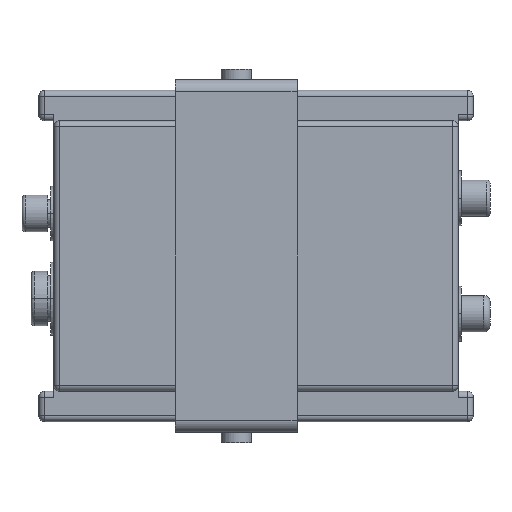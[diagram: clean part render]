
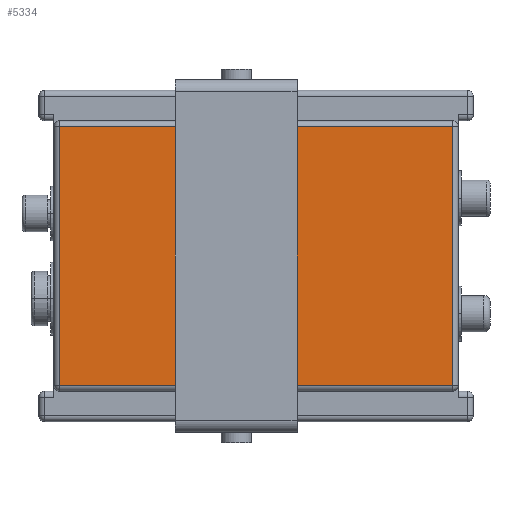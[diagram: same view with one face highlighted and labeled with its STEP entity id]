
A CAD part, front view. The second image highlights one B-rep face of the part: STEP entity #5334.
In plain terms, the highlighted planar face has unit normal (0, -1, 0).
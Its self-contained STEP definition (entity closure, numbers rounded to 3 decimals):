
#2030=DIRECTION('',(0.,0.,-1.));
#2031=VECTOR('',#2030,85.);
#2032=CARTESIAN_POINT('',(2.,-24.,42.5));
#2033=LINE('',#2032,#2031);
#2037=DIRECTION('',(1.,0.,0.));
#2038=VECTOR('',#2037,129.);
#2039=CARTESIAN_POINT('',(2.,-24.,42.5));
#2040=LINE('',#2039,#2038);
#2044=DIRECTION('',(0.,0.,-1.));
#2045=VECTOR('',#2044,85.);
#2046=CARTESIAN_POINT('',(131.,-24.,42.5));
#2047=LINE('',#2046,#2045);
#2051=DIRECTION('',(-1.,0.,0.));
#2052=VECTOR('',#2051,129.);
#2053=CARTESIAN_POINT('',(131.,-24.,-42.5));
#2054=LINE('',#2053,#2052);
#3107=CARTESIAN_POINT('',(2.,-24.,42.5));
#3108=CARTESIAN_POINT('',(2.,-24.,-42.5));
#3109=VERTEX_POINT('',#3107);
#3110=VERTEX_POINT('',#3108);
#3119=CARTESIAN_POINT('',(131.,-24.,42.5));
#3120=VERTEX_POINT('',#3119);
#3131=CARTESIAN_POINT('',(131.,-24.,-42.5));
#3132=VERTEX_POINT('',#3131);
#5320=CARTESIAN_POINT('',(0.,-24.,-44.5));
#5321=DIRECTION('',(0.,-1.,0.));
#5322=DIRECTION('',(1.,0.,0.));
#5323=AXIS2_PLACEMENT_3D('',#5320,#5321,#5322);
#5324=PLANE('',#5323);
#5326=ORIENTED_EDGE('',*,*,#5325,.F.);
#5328=ORIENTED_EDGE('',*,*,#5327,.T.);
#5330=ORIENTED_EDGE('',*,*,#5329,.T.);
#5331=ORIENTED_EDGE('',*,*,#5311,.T.);
#5332=EDGE_LOOP('',(#5326,#5328,#5330,#5331));
#5333=FACE_OUTER_BOUND('',#5332,.F.);
#5334=ADVANCED_FACE('',(#5333),#5324,.T.);
#5311=EDGE_CURVE('',#3132,#3110,#2054,.T.);
#5325=EDGE_CURVE('',#3109,#3110,#2033,.T.);
#5327=EDGE_CURVE('',#3109,#3120,#2040,.T.);
#5329=EDGE_CURVE('',#3120,#3132,#2047,.T.);
